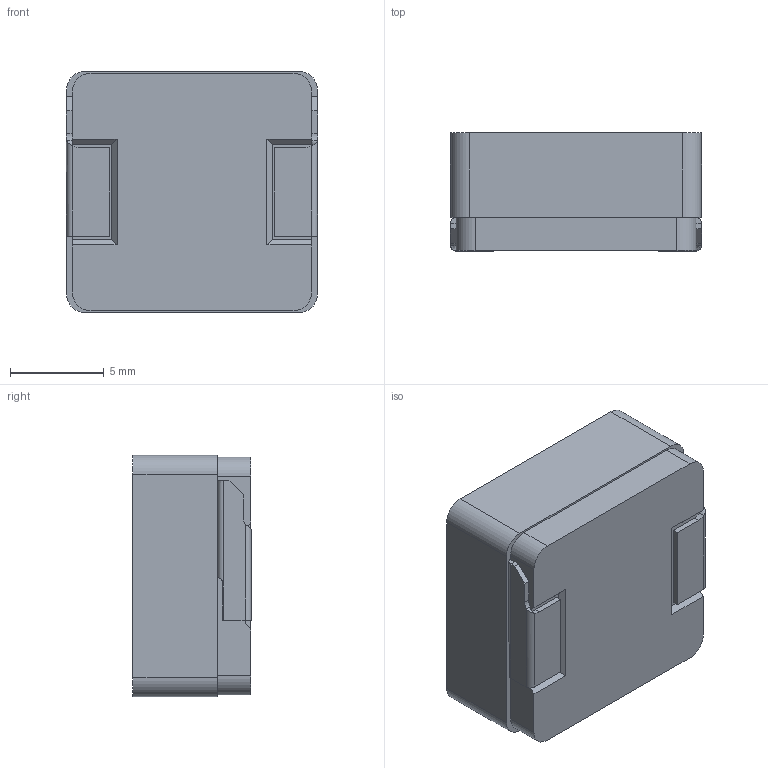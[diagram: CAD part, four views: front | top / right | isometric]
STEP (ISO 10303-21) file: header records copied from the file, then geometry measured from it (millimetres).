
FILE_DESCRIPTION (( 'STEP AP214' ), '1' );
FILE_NAME ('IHLP5050FD-A1 (0.1-0.82uH).STEP', '2014-08-20T20:49:14', ( '' ), ( '' ), 'SwSTEP 2.0', 'SolidWorks 2014', '' );
FILE_SCHEMA (( 'AUTOMOTIVE_DESIGN' ));
Length unit declared in the file: inch
Products named in the file (1): IHLP5050FD-A1 (0.1-0.82uH)
Bounding box: 13.37 x 6.29 x 12.86 mm (x, y, z)
Volume: 1058.5 mm3; surface area: 672.8 mm2
Topology: 1 solids, 1 shells, 67 faces, 176 edges, 112 vertices
Faces by surface type: plane 47, cylinder 16, bspline 4
Entity records: 3052 total; most frequent: CARTESIAN_POINT 513, ORIENTED_EDGE 352, DIRECTION 316, EDGE_CURVE 176, LINE 128, VECTOR 128, VERTEX_POINT 112, AXIS2_PLACEMENT_3D 94
